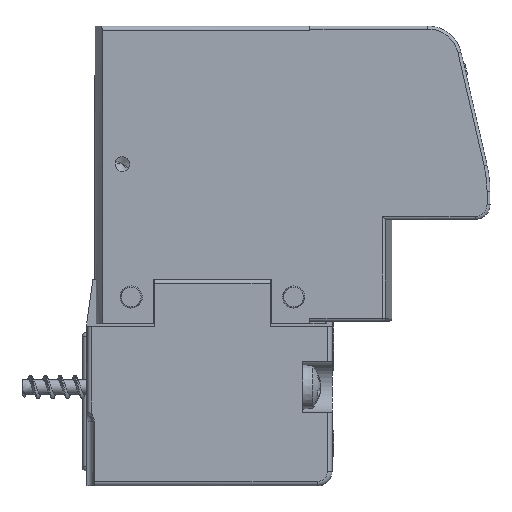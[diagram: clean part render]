
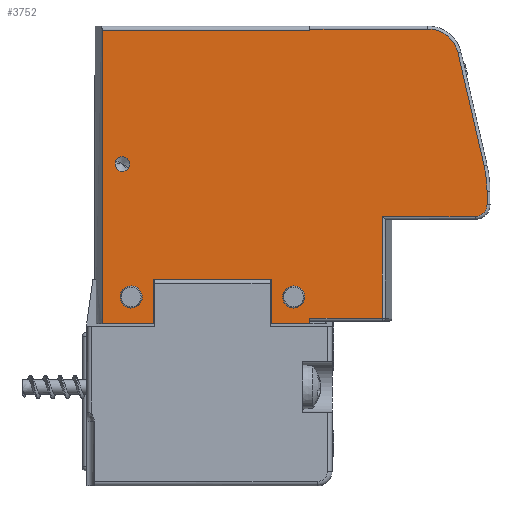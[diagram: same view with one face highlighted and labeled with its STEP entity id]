
A CAD part, front view. The second image highlights one B-rep face of the part: STEP entity #3752.
In plain terms, the highlighted planar face has unit normal (0, -1, 0).
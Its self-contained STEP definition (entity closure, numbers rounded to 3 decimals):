
#2353=AXIS2_PLACEMENT_3D('Circle Axis2P3D',#2351,#2352,$) ;
#2373=AXIS2_PLACEMENT_3D('Circle Axis2P3D',#2371,#2372,$) ;
#2398=AXIS2_PLACEMENT_3D('Circle Axis2P3D',#2396,#2397,$) ;
#2418=AXIS2_PLACEMENT_3D('Circle Axis2P3D',#2416,#2417,$) ;
#3636=AXIS2_PLACEMENT_3D('Plane Axis2P3D',#3633,#3634,#3635) ;
#3661=AXIS2_PLACEMENT_3D('Circle Axis2P3D',#3659,#3660,$) ;
#3675=AXIS2_PLACEMENT_3D('Circle Axis2P3D',#3673,#3674,$) ;
#3689=AXIS2_PLACEMENT_3D('Circle Axis2P3D',#3687,#3688,$) ;
#3728=AXIS2_PLACEMENT_3D('Circle Axis2P3D',#3726,#3727,$) ;
#3737=AXIS2_PLACEMENT_3D('Circle Axis2P3D',#3735,#3736,$) ;
#2187=CARTESIAN_POINT('Vertex',(6.598,-4.855,-4.83)) ;
#2190=CARTESIAN_POINT('Line Origine',(6.598,-4.855,-5.005)) ;
#2194=CARTESIAN_POINT('Vertex',(6.598,-4.855,-5.18)) ;
#2238=CARTESIAN_POINT('Line Origine',(5.298,-4.855,-5.18)) ;
#2242=CARTESIAN_POINT('Vertex',(3.998,-4.855,-5.18)) ;
#2284=CARTESIAN_POINT('Vertex',(-4.002,-4.855,-5.18)) ;
#2298=CARTESIAN_POINT('Vertex',(-4.002,-4.855,-2.18)) ;
#2301=CARTESIAN_POINT('Line Origine',(-4.002,-4.855,-3.68)) ;
#2320=CARTESIAN_POINT('Line Origine',(-5.739,-4.855,-5.18)) ;
#2324=CARTESIAN_POINT('Vertex',(-7.475,-4.855,-5.18)) ;
#2348=CARTESIAN_POINT('Vertex',(-6.16,-4.855,-3.74)) ;
#2351=CARTESIAN_POINT('Axis2P3D Location',(-5.502,-4.855,-3.38)) ;
#2355=CARTESIAN_POINT('Vertex',(-4.844,-4.855,-3.02)) ;
#2371=CARTESIAN_POINT('Axis2P3D Location',(-5.502,-4.855,-3.38)) ;
#2393=CARTESIAN_POINT('Vertex',(4.84,-4.855,-3.74)) ;
#2396=CARTESIAN_POINT('Axis2P3D Location',(5.498,-4.855,-3.38)) ;
#2400=CARTESIAN_POINT('Vertex',(6.156,-4.855,-3.02)) ;
#2416=CARTESIAN_POINT('Axis2P3D Location',(5.498,-4.855,-3.38)) ;
#3402=CARTESIAN_POINT('Vertex',(6.598,-4.855,14.67)) ;
#3411=CARTESIAN_POINT('Vertex',(-7.475,-4.855,14.67)) ;
#3414=CARTESIAN_POINT('Line Origine',(-0.702,-4.855,14.67)) ;
#3436=CARTESIAN_POINT('Line Origine',(-7.475,-4.855,4.895)) ;
#3468=CARTESIAN_POINT('Vertex',(3.998,-4.855,-2.18)) ;
#3471=CARTESIAN_POINT('Line Origine',(-0.002,-4.855,-2.18)) ;
#3621=CARTESIAN_POINT('Line Origine',(3.998,-4.855,-3.68)) ;
#3633=CARTESIAN_POINT('Axis2P3D Location',(7.519,-4.855,-5.18)) ;
#3638=CARTESIAN_POINT('Line Origine',(9.053,-4.855,-4.83)) ;
#3642=CARTESIAN_POINT('Vertex',(11.509,-4.855,-4.83)) ;
#3645=CARTESIAN_POINT('Line Origine',(11.509,-4.855,-1.38)) ;
#3649=CARTESIAN_POINT('Vertex',(11.509,-4.855,2.07)) ;
#3652=CARTESIAN_POINT('Line Origine',(14.653,-4.855,2.07)) ;
#3656=CARTESIAN_POINT('Vertex',(17.798,-4.855,2.07)) ;
#3659=CARTESIAN_POINT('Axis2P3D Location',(17.798,-4.855,2.87)) ;
#3663=CARTESIAN_POINT('Vertex',(18.598,-4.855,2.87)) ;
#3666=CARTESIAN_POINT('Line Origine',(18.598,-4.855,3.314)) ;
#3670=CARTESIAN_POINT('Vertex',(18.598,-4.855,3.759)) ;
#3673=CARTESIAN_POINT('Axis2P3D Location',(10.798,-4.855,3.759)) ;
#3677=CARTESIAN_POINT('Vertex',(18.398,-4.855,5.513)) ;
#3680=CARTESIAN_POINT('Line Origine',(17.517,-4.855,9.328)) ;
#3684=CARTESIAN_POINT('Vertex',(16.637,-4.855,13.142)) ;
#3687=CARTESIAN_POINT('Axis2P3D Location',(14.59,-4.855,12.67)) ;
#3691=CARTESIAN_POINT('Vertex',(14.59,-4.855,14.77)) ;
#3694=CARTESIAN_POINT('Line Origine',(10.594,-4.855,14.77)) ;
#3698=CARTESIAN_POINT('Vertex',(6.598,-4.855,14.77)) ;
#3701=CARTESIAN_POINT('Line Origine',(6.598,-4.855,14.72)) ;
#3726=CARTESIAN_POINT('Axis2P3D Location',(-6.102,-4.855,5.62)) ;
#3730=CARTESIAN_POINT('Vertex',(-5.663,-4.855,5.38)) ;
#3732=CARTESIAN_POINT('Vertex',(-6.541,-4.855,5.86)) ;
#3735=CARTESIAN_POINT('Axis2P3D Location',(-6.102,-4.855,5.62)) ;
#2191=DIRECTION('Vector Direction',(0.,0.,1.)) ;
#2239=DIRECTION('Vector Direction',(-1.,0.,0.)) ;
#2302=DIRECTION('Vector Direction',(0.,0.,1.)) ;
#2321=DIRECTION('Vector Direction',(-1.,0.,0.)) ;
#2352=DIRECTION('Axis2P3D Direction',(0.,-1.,0.)) ;
#2372=DIRECTION('Axis2P3D Direction',(0.,-1.,0.)) ;
#2397=DIRECTION('Axis2P3D Direction',(0.,-1.,0.)) ;
#2417=DIRECTION('Axis2P3D Direction',(0.,-1.,0.)) ;
#3415=DIRECTION('Vector Direction',(-1.,0.,0.)) ;
#3437=DIRECTION('Vector Direction',(0.,0.,1.)) ;
#3472=DIRECTION('Vector Direction',(-1.,0.,0.)) ;
#3622=DIRECTION('Vector Direction',(0.,0.,1.)) ;
#3634=DIRECTION('Axis2P3D Direction',(0.,1.,0.)) ;
#3635=DIRECTION('Axis2P3D XDirection',(-1.,0.,0.)) ;
#3639=DIRECTION('Vector Direction',(-1.,0.,0.)) ;
#3646=DIRECTION('Vector Direction',(0.,0.,-1.)) ;
#3653=DIRECTION('Vector Direction',(1.,0.,0.)) ;
#3660=DIRECTION('Axis2P3D Direction',(0.,1.,0.)) ;
#3667=DIRECTION('Vector Direction',(0.,0.,1.)) ;
#3674=DIRECTION('Axis2P3D Direction',(0.,1.,0.)) ;
#3681=DIRECTION('Vector Direction',(-0.225,0.,0.974)) ;
#3688=DIRECTION('Axis2P3D Direction',(0.,1.,0.)) ;
#3695=DIRECTION('Vector Direction',(-1.,0.,0.)) ;
#3702=DIRECTION('Vector Direction',(0.,0.,-1.)) ;
#3727=DIRECTION('Axis2P3D Direction',(0.,1.,0.)) ;
#3736=DIRECTION('Axis2P3D Direction',(0.,1.,0.)) ;
#2192=VECTOR('Line Direction',#2191,1.) ;
#2240=VECTOR('Line Direction',#2239,1.) ;
#2303=VECTOR('Line Direction',#2302,1.) ;
#2322=VECTOR('Line Direction',#2321,1.) ;
#3416=VECTOR('Line Direction',#3415,1.) ;
#3438=VECTOR('Line Direction',#3437,1.) ;
#3473=VECTOR('Line Direction',#3472,1.) ;
#3623=VECTOR('Line Direction',#3622,1.) ;
#3640=VECTOR('Line Direction',#3639,1.) ;
#3647=VECTOR('Line Direction',#3646,1.) ;
#3654=VECTOR('Line Direction',#3653,1.) ;
#3668=VECTOR('Line Direction',#3667,1.) ;
#3682=VECTOR('Line Direction',#3681,1.) ;
#3696=VECTOR('Line Direction',#3695,1.) ;
#3703=VECTOR('Line Direction',#3702,1.) ;
#3707=ORIENTED_EDGE('',*,*,#3418,.F.) ;
#3708=ORIENTED_EDGE('',*,*,#3440,.F.) ;
#3709=ORIENTED_EDGE('',*,*,#2326,.T.) ;
#3710=ORIENTED_EDGE('',*,*,#2305,.T.) ;
#3711=ORIENTED_EDGE('',*,*,#3475,.F.) ;
#3712=ORIENTED_EDGE('',*,*,#3625,.F.) ;
#3713=ORIENTED_EDGE('',*,*,#2244,.T.) ;
#3714=ORIENTED_EDGE('',*,*,#2196,.T.) ;
#3715=ORIENTED_EDGE('',*,*,#3644,.F.) ;
#3716=ORIENTED_EDGE('',*,*,#3651,.F.) ;
#3717=ORIENTED_EDGE('',*,*,#3658,.F.) ;
#3718=ORIENTED_EDGE('',*,*,#3665,.F.) ;
#3719=ORIENTED_EDGE('',*,*,#3672,.F.) ;
#3720=ORIENTED_EDGE('',*,*,#3679,.F.) ;
#3721=ORIENTED_EDGE('',*,*,#3686,.F.) ;
#3722=ORIENTED_EDGE('',*,*,#3693,.F.) ;
#3723=ORIENTED_EDGE('',*,*,#3700,.F.) ;
#3724=ORIENTED_EDGE('',*,*,#3705,.F.) ;
#3741=ORIENTED_EDGE('',*,*,#3734,.T.) ;
#3742=ORIENTED_EDGE('',*,*,#3739,.T.) ;
#3745=ORIENTED_EDGE('',*,*,#2375,.T.) ;
#3746=ORIENTED_EDGE('',*,*,#2357,.T.) ;
#3749=ORIENTED_EDGE('',*,*,#2420,.T.) ;
#3750=ORIENTED_EDGE('',*,*,#2402,.T.) ;
#3743=FACE_BOUND('',#3740,.T.) ;
#3747=FACE_BOUND('',#3744,.T.) ;
#3751=FACE_BOUND('',#3748,.T.) ;
#3752=ADVANCED_FACE('Hauptk\X2\00F6\X0\rper',(#3725,#3743,#3747,#3751),#3637,.F.) ;
#2354=CIRCLE('generated circle',#2353,0.75) ;
#2374=CIRCLE('generated circle',#2373,0.75) ;
#2399=CIRCLE('generated circle',#2398,0.75) ;
#2419=CIRCLE('generated circle',#2418,0.75) ;
#3662=CIRCLE('generated circle',#3661,0.8) ;
#3676=CIRCLE('generated circle',#3675,7.8) ;
#3690=CIRCLE('generated circle',#3689,2.1) ;
#3729=CIRCLE('generated circle',#3728,0.5) ;
#3738=CIRCLE('generated circle',#3737,0.5) ;
#2196=EDGE_CURVE('',#2195,#2188,#2193,.T.) ;
#2244=EDGE_CURVE('',#2243,#2195,#2241,.F.) ;
#2305=EDGE_CURVE('',#2285,#2299,#2304,.T.) ;
#2326=EDGE_CURVE('',#2325,#2285,#2323,.F.) ;
#2357=EDGE_CURVE('',#2356,#2349,#2354,.F.) ;
#2375=EDGE_CURVE('',#2349,#2356,#2374,.F.) ;
#2402=EDGE_CURVE('',#2401,#2394,#2399,.F.) ;
#2420=EDGE_CURVE('',#2394,#2401,#2419,.F.) ;
#3418=EDGE_CURVE('',#3412,#3403,#3417,.F.) ;
#3440=EDGE_CURVE('',#2325,#3412,#3439,.T.) ;
#3475=EDGE_CURVE('',#3469,#2299,#3474,.T.) ;
#3625=EDGE_CURVE('',#2243,#3469,#3624,.T.) ;
#3644=EDGE_CURVE('',#3643,#2188,#3641,.T.) ;
#3651=EDGE_CURVE('',#3650,#3643,#3648,.T.) ;
#3658=EDGE_CURVE('',#3657,#3650,#3655,.F.) ;
#3665=EDGE_CURVE('',#3664,#3657,#3662,.T.) ;
#3672=EDGE_CURVE('',#3671,#3664,#3669,.F.) ;
#3679=EDGE_CURVE('',#3678,#3671,#3676,.T.) ;
#3686=EDGE_CURVE('',#3685,#3678,#3683,.F.) ;
#3693=EDGE_CURVE('',#3692,#3685,#3690,.T.) ;
#3700=EDGE_CURVE('',#3699,#3692,#3697,.F.) ;
#3705=EDGE_CURVE('',#3403,#3699,#3704,.F.) ;
#3734=EDGE_CURVE('',#3731,#3733,#3729,.T.) ;
#3739=EDGE_CURVE('',#3733,#3731,#3738,.T.) ;
#3706=EDGE_LOOP('',(#3707,#3708,#3709,#3710,#3711,#3712,#3713,#3714,#3715,#3716,#3717,#3718,#3719,#3720,#3721,#3722,#3723,#3724)) ;
#3740=EDGE_LOOP('',(#3741,#3742)) ;
#3744=EDGE_LOOP('',(#3745,#3746)) ;
#3748=EDGE_LOOP('',(#3749,#3750)) ;
#3725=FACE_OUTER_BOUND('',#3706,.T.) ;
#2193=LINE('Line',#2190,#2192) ;
#2241=LINE('Line',#2238,#2240) ;
#2304=LINE('Line',#2301,#2303) ;
#2323=LINE('Line',#2320,#2322) ;
#3417=LINE('Line',#3414,#3416) ;
#3439=LINE('Line',#3436,#3438) ;
#3474=LINE('Line',#3471,#3473) ;
#3624=LINE('Line',#3621,#3623) ;
#3641=LINE('Line',#3638,#3640) ;
#3648=LINE('Line',#3645,#3647) ;
#3655=LINE('Line',#3652,#3654) ;
#3669=LINE('Line',#3666,#3668) ;
#3683=LINE('Line',#3680,#3682) ;
#3697=LINE('Line',#3694,#3696) ;
#3704=LINE('Line',#3701,#3703) ;
#3637=PLANE('',#3636) ;
#2188=VERTEX_POINT('',#2187) ;
#2195=VERTEX_POINT('',#2194) ;
#2243=VERTEX_POINT('',#2242) ;
#2285=VERTEX_POINT('',#2284) ;
#2299=VERTEX_POINT('',#2298) ;
#2325=VERTEX_POINT('',#2324) ;
#2349=VERTEX_POINT('',#2348) ;
#2356=VERTEX_POINT('',#2355) ;
#2394=VERTEX_POINT('',#2393) ;
#2401=VERTEX_POINT('',#2400) ;
#3403=VERTEX_POINT('',#3402) ;
#3412=VERTEX_POINT('',#3411) ;
#3469=VERTEX_POINT('',#3468) ;
#3643=VERTEX_POINT('',#3642) ;
#3650=VERTEX_POINT('',#3649) ;
#3657=VERTEX_POINT('',#3656) ;
#3664=VERTEX_POINT('',#3663) ;
#3671=VERTEX_POINT('',#3670) ;
#3678=VERTEX_POINT('',#3677) ;
#3685=VERTEX_POINT('',#3684) ;
#3692=VERTEX_POINT('',#3691) ;
#3699=VERTEX_POINT('',#3698) ;
#3731=VERTEX_POINT('',#3730) ;
#3733=VERTEX_POINT('',#3732) ;
